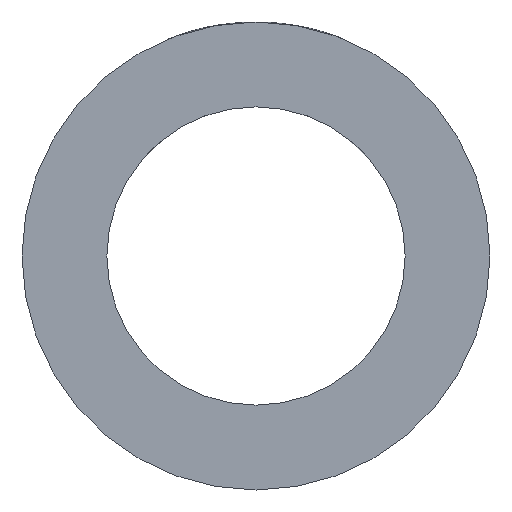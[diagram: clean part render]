
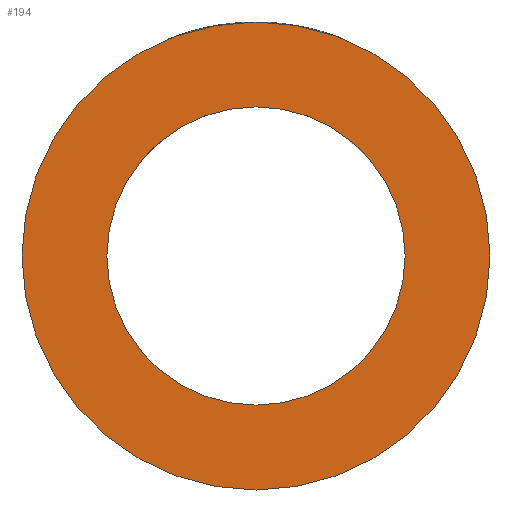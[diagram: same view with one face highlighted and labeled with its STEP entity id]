
A CAD part, front view. The second image highlights one B-rep face of the part: STEP entity #194.
In plain terms, the highlighted planar face has unit normal (0, -1, 0).
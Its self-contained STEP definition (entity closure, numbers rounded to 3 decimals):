
#12 = DIRECTION ( 'NONE',  ( 0., 1., 0. ) ) ;
#19 = ORIENTED_EDGE ( 'NONE', *, *, #70, .F. ) ;
#43 = AXIS2_PLACEMENT_3D ( 'NONE', #305, #190, #439 ) ;
#46 = EDGE_CURVE ( 'NONE', #113, #398, #379, .T. ) ;
#59 = CIRCLE ( 'NONE', #246, 2.55 ) ;
#60 = DIRECTION ( 'NONE',  ( 0., 0., 1. ) ) ;
#70 = EDGE_CURVE ( 'NONE', #398, #113, #188, .T. ) ;
#75 = CARTESIAN_POINT ( 'NONE',  ( 0., 0., -4. ) ) ;
#97 = AXIS2_PLACEMENT_3D ( 'NONE', #346, #12, #60 ) ;
#98 = DIRECTION ( 'NONE',  ( 0., 0., 1. ) ) ;
#113 = VERTEX_POINT ( 'NONE', #75 ) ;
#123 = PLANE ( 'NONE',  #43 ) ;
#137 = CARTESIAN_POINT ( 'NONE',  ( 0., 0., 0. ) ) ;
#140 = DIRECTION ( 'NONE',  ( 0., 0., 1. ) ) ;
#145 = CARTESIAN_POINT ( 'NONE',  ( 0., 0., 2.55 ) ) ;
#146 = EDGE_LOOP ( 'NONE', ( #472, #19 ) ) ;
#167 = FACE_OUTER_BOUND ( 'NONE', #146, .T. ) ;
#188 = CIRCLE ( 'NONE', #320, 4. ) ;
#190 = DIRECTION ( 'NONE',  ( 0., 1., 0. ) ) ;
#194 = ADVANCED_FACE ( 'NONE', ( #167, #367 ), #123, .F. ) ;
#203 = CARTESIAN_POINT ( 'NONE',  ( 0., 0., 0. ) ) ;
#207 = VERTEX_POINT ( 'NONE', #503 ) ;
#244 = VERTEX_POINT ( 'NONE', #145 ) ;
#246 = AXIS2_PLACEMENT_3D ( 'NONE', #137, #452, #98 ) ;
#251 = DIRECTION ( 'NONE',  ( 0., 1., 0. ) ) ;
#289 = ORIENTED_EDGE ( 'NONE', *, *, #437, .T. ) ;
#305 = CARTESIAN_POINT ( 'NONE',  ( 0., 0., 0. ) ) ;
#308 = DIRECTION ( 'NONE',  ( 0., 0., 1. ) ) ;
#320 = AXIS2_PLACEMENT_3D ( 'NONE', #203, #251, #140 ) ;
#323 = AXIS2_PLACEMENT_3D ( 'NONE', #338, #482, #308 ) ;
#331 = ORIENTED_EDGE ( 'NONE', *, *, #420, .T. ) ;
#338 = CARTESIAN_POINT ( 'NONE',  ( 0., 0., 0. ) ) ;
#346 = CARTESIAN_POINT ( 'NONE',  ( 0., 0., 0. ) ) ;
#367 = FACE_BOUND ( 'NONE', #371, .T. ) ;
#369 = CIRCLE ( 'NONE', #323, 2.55 ) ;
#371 = EDGE_LOOP ( 'NONE', ( #289, #331 ) ) ;
#379 = CIRCLE ( 'NONE', #97, 4. ) ;
#398 = VERTEX_POINT ( 'NONE', #471 ) ;
#420 = EDGE_CURVE ( 'NONE', #244, #207, #369, .T. ) ;
#437 = EDGE_CURVE ( 'NONE', #207, #244, #59, .T. ) ;
#439 = DIRECTION ( 'NONE',  ( 0., 0., 1. ) ) ;
#452 = DIRECTION ( 'NONE',  ( 0., 1., 0. ) ) ;
#471 = CARTESIAN_POINT ( 'NONE',  ( 0., 0., 4. ) ) ;
#472 = ORIENTED_EDGE ( 'NONE', *, *, #46, .F. ) ;
#482 = DIRECTION ( 'NONE',  ( 0., 1., 0. ) ) ;
#503 = CARTESIAN_POINT ( 'NONE',  ( 0., 0., -2.55 ) ) ;
